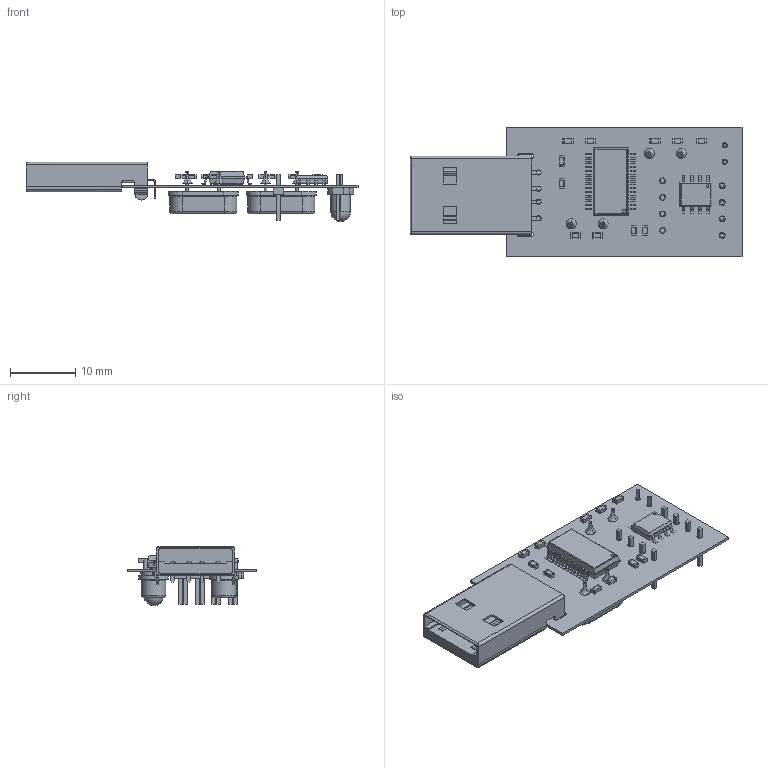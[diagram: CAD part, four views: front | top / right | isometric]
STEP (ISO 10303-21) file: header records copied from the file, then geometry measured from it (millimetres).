
FILE_DESCRIPTION(('Open CASCADE Model'),'2;1');
FILE_NAME('Open CASCADE Shape Model','2019-05-11T23:19:40',('Author'),( 'Open CASCADE'),'Open CASCADE STEP processor 6.8','Open CASCADE 6.8' ,'Unknown');
FILE_SCHEMA(('AUTOMOTIVE_DESIGN { 1 0 10303 214 1 1 1 1 }'));
Length unit declared in the file: millimetre
Products named in the file (37): PCB; Board; X2_A; hc-49s_y; X1_A; U3_A; SSOP-28; U2_A; SOP-8; R8_A; User_Library-cap_0603_lowprofile; R7_A; R6_A; R3_A; J2_A; 5947807424; Extruded; 5947807232; 5947807616; J1_A; 5947808000; 5947807808; 14380; D1_A; LED3_GRE; C9_A; C8_A; C7_A; C6_A; C5_A; C2_A; C1_A
Assembly tree (54 placements, depth 4):
  PCB
    Board
    X2_A
      hc-49s_y
    X1_A
      hc-49s_y
    U3_A
      SSOP-28
    U2_A
      SOP-8
    R8_A
      User_Library-cap_0603_lowprofile
    R7_A
      User_Library-cap_0603_lowprofile
    R6_A
      User_Library-cap_0603_lowprofile
    R3_A
      User_Library-cap_0603_lowprofile
    J2_A
      5947807424  x4
        Extruded
      5947807232
        Extruded
      5947807616
        Extruded
    J1_A
      5947808000  x4
        Extruded
      5947807808
        Extruded
      5947807616
        Extruded
    J1_A
      14380
    D1_A
      LED3_GRE
    C9_A
      User_Library-cap_0603_lowprofile
    C8_A
      User_Library-cap_0603_lowprofile
    C7_A
      User_Library-cap_0603_lowprofile
    C6_A
      User_Library-cap_0603_lowprofile
    C5_A
      User_Library-cap_0603_lowprofile
    C2_A
      User_Library-cap_0603_lowprofile
    C1_A
      User_Library-cap_0603_lowprofile
Bounding box: 50.97 x 19.94 x 9.11 mm (x, y, z)
Volume: 1408.3 mm3; surface area: 3783.8 mm2
Topology: 30 solids, 30 shells, 1868 faces, 4826 edges, 2995 vertices
Faces by surface type: plane 1189, cylinder 522, sphere 89, torus 60, revolution 8
Full cylindrical faces by diameter (mm): 0.6 x4, 0.8 x6, 0.89 x8, 1.2 x2
Entity records: 42966 total; most frequent: CARTESIAN_POINT 6189, ORIENTED_EDGE 5970, DIRECTION 5968, EDGE_CURVE 2985, LINE 2306, VECTOR 2306, VERTEX_POINT 1919, AXIS2_PLACEMENT_3D 1829
